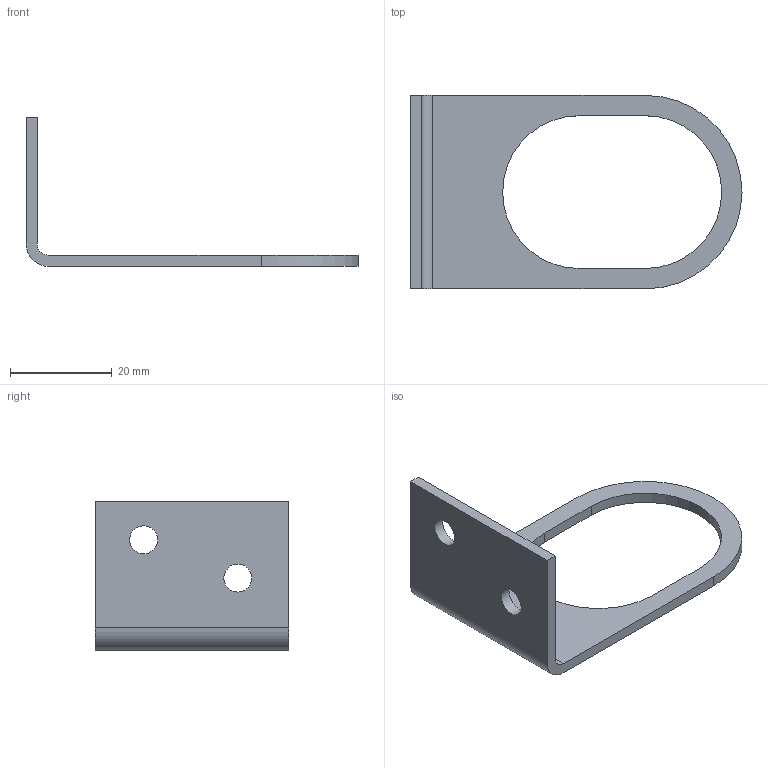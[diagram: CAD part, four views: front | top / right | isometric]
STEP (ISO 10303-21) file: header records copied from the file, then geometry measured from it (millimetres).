
FILE_DESCRIPTION(/* description */ ('Bracket for Secondary Regulator'),/* implementation_level */ '2;1');
FILE_NAME(/* name */ 'Pneumatics_Monnier_13536_Mounting Bracket.ipt.step',/* time_stamp */ '2014-01-01T17:41:58-08:00',/* author */ ('Autodesk, Inc.'),/* organization */ ('Autodesk, Inc.'),/* preprocessor_version */ 'ST-DEVELOPER v15.2',/* originating_system */ 'Autodesk Inventor 2014',/* authorisation */ '');
FILE_SCHEMA (('AUTOMOTIVE_DESIGN { 1 0 10303 214 3 1 1 }'));
Length unit declared in the file: millimetre
Products named in the file (1): Pneumatics_Monnier_13536_Mounting Bracket
Bounding box: 65.2 x 38 x 29.2 mm (x, y, z)
Volume: 4731 mm3; surface area: 5172.3 mm2
Topology: 1 solids, 1 shells, 16 faces, 42 edges, 28 vertices
Faces by surface type: plane 9, cylinder 7
Full cylindrical faces by diameter (mm): 5.5 x2
Entity records: 523 total; most frequent: DIRECTION 88, CARTESIAN_POINT 85, ORIENTED_EDGE 80, EDGE_CURVE 40, AXIS2_PLACEMENT_3D 31, VERTEX_POINT 28, LINE 26, VECTOR 26
